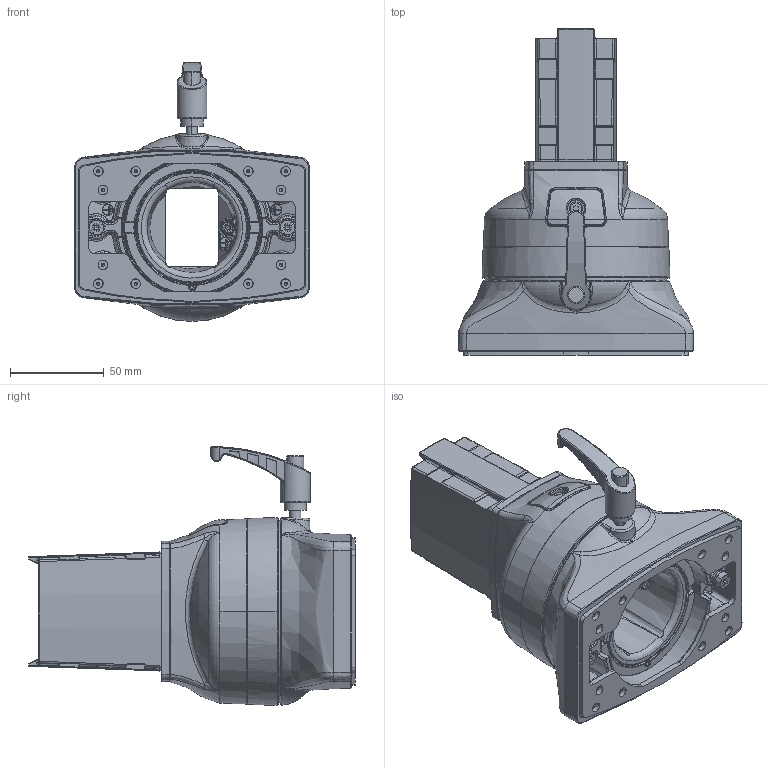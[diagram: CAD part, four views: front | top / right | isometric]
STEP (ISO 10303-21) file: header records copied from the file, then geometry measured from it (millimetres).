
FILE_DESCRIPTION((''),'2;1');
FILE_NAME('1017300002_ASM','2015-07-15T',('Falk.Schoember'),(''),'PRO/ENGINEER BY PARAMETRIC TECHNOLOGY CORPORATION, 2012360','PRO/ENGINEER BY PARAMETRIC TECHNOLOGY CORPORATION, 2012360','');
FILE_SCHEMA(('AUTOMOTIVE_DESIGN { 1 0 10303 214 1 1 1 1 }'));
Length unit declared in the file: millimetre
Products named in the file (20): 9324206000_AF0; 9620432000_ASM; 9231806000; 9371072000; 9411111000_EINB_AF1; 9324207000_AF0; 9620433000_ASM; 9371073000; 9502352000; 9263051000; 9324208000; 9231799000_AF1; 9261346000; 9222005000; 9251096000; 9231798000; 9231797000_AF1; 9261104000; 9261441000; 1017300002_ASM
Assembly tree (20 placements, depth 3):
  1017300002_ASM
    9620432000_ASM
      9324206000_AF0
    9231806000
    9371072000
    9411111000_EINB_AF1
    9620433000_ASM
      9324207000_AF0
    9371073000
    9502352000
    9263051000
    9324208000
    9231799000_AF1
    9261346000
    9222005000
    9251096000
    9231798000
    9231797000_AF1
    9261104000
    9261441000  x2
Bounding box: 125.33 x 174.2 x 138.13 mm (x, y, z)
Volume: 597350.3 mm3; surface area: 282882.2 mm2
Topology: 19 solids, 86 shells, 1810 faces, 4982 edges, 3279 vertices
Faces by surface type: cylinder 540, plane 506, bspline 412, cone 194, torus 108, sphere 40, revolution 6, extrusion 4
Entity records: 109796 total; most frequent: CARTESIAN_POINT 40164, ORIENTED_EDGE 8640, DIRECTION 7576, PRESENTATION_STYLE_ASSIGNMENT 5171, STYLED_ITEM 5171, EDGE_CURVE 4758, CURVE_STYLE 3775, VERTEX_POINT 3154
